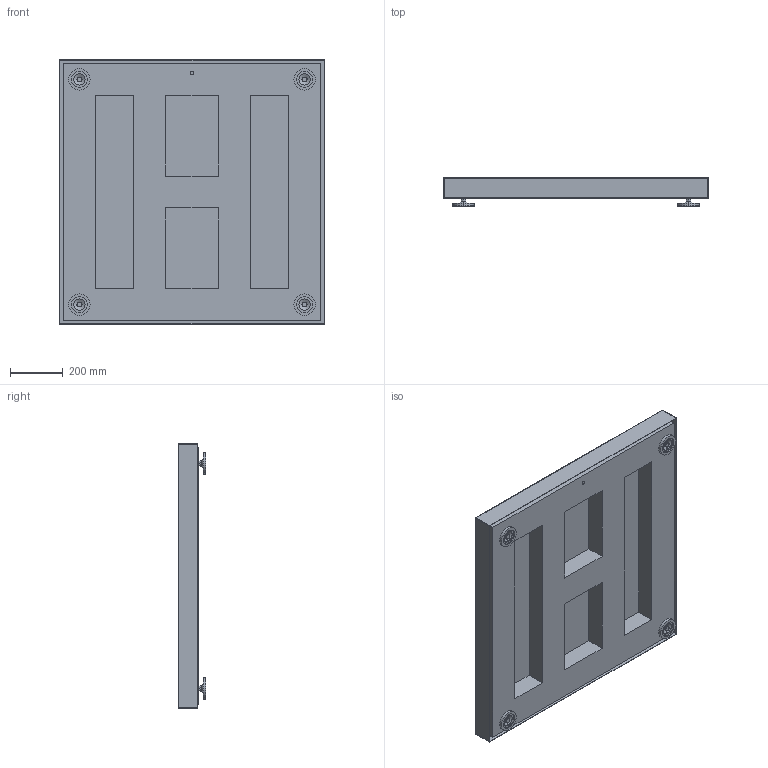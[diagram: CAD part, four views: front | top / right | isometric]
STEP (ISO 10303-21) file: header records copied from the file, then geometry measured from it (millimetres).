
FILE_DESCRIPTION (( 'STEP AP214' ), '1' );
FILE_NAME ('AB-1000x1000x105.STEP', '2023-03-25T03:16:07', ( '' ), ( '' ), 'SwSTEP 2.0', 'SolidWorks 2022', '' );
FILE_SCHEMA (( 'AUTOMOTIVE_DESIGN' ));
Length unit declared in the file: millimetre
Products named in the file (7): AB-1000x1000x105; continuous thread hexagon head bolt_a_jis_JIS B 1180 Continuous thread hexagon head bolt A M12 x 45 --N; hexagon nut style 1_ab_jis_JIS B 1181 Hexagon nut - style 1 A M12 - W --N; M12腳座; AB-1000x1000上蓋; AB-990x990下板
Assembly tree (9 placements, depth 3):
  AB-1000x1000x105
    M12腳座  x4
      M12腳座
      continuous thread hexagon head bolt_a_jis_JIS B 1180 Continuous thread hexagon head bolt A M12 x 45 --N
      hexagon nut style 1_ab_jis_JIS B 1181 Hexagon nut - style 1 A M12 - W --N
    AB-1000x1000上蓋
    AB-990x990下板
Bounding box: 1000 x 105.06 x 1000 mm (x, y, z)
Volume: 44502170.7 mm3; surface area: 4557449 mm2
Topology: 14 solids, 14 shells, 369 faces, 808 edges, 476 vertices
Faces by surface type: plane 171, cylinder 98, cone 88, torus 8, sphere 4
Entity records: 4426 total; most frequent: CARTESIAN_POINT 824, DIRECTION 740, ORIENTED_EDGE 660, EDGE_CURVE 330, AXIS2_PLACEMENT_3D 280, VERTEX_POINT 200, VECTOR 180, LINE 180
